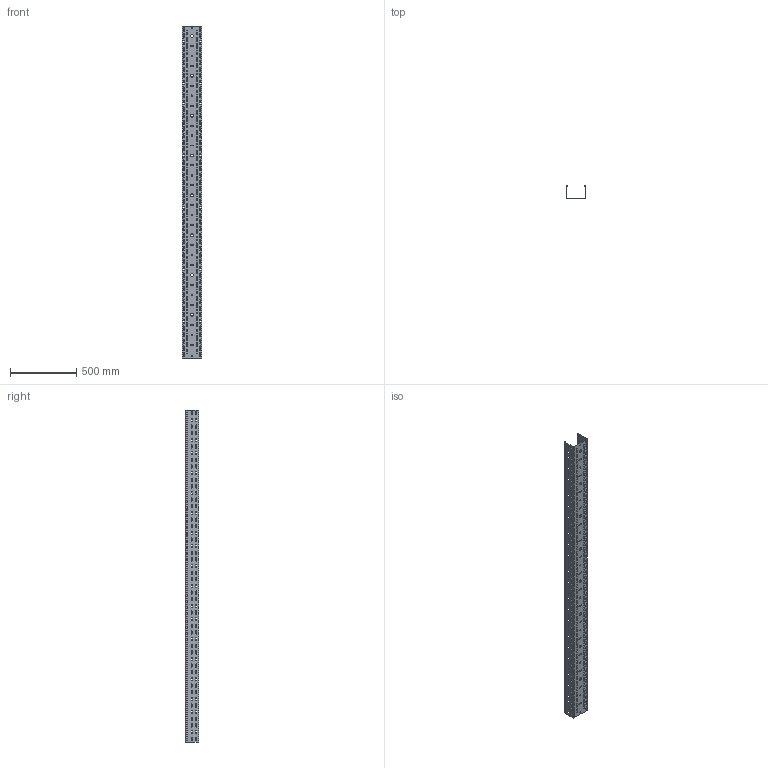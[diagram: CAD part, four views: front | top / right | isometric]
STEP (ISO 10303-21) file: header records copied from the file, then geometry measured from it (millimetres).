
FILE_DESCRIPTION (( 'STEP AP203' ), '1' );
FILE_NAME ('CLP10-100-150-200-D25 Ëîòîê ïåðôîðèðîâàííûé ESCA 100õ150õ2500-2,0 IEK.STEP', '2021-10-04T13:14:04', ( '' ), ( '' ), 'SwSTEP 2.0', 'SolidWorks 2017', '' );
FILE_SCHEMA (( 'CONFIG_CONTROL_DESIGN' ));
Length unit declared in the file: millimetre
Products named in the file (1): CLP10-100-150-200-D25 Ëîòîê ïåðôîðèðîâàííûé ESCA 100õ150õ2500-2,0 IEK
Bounding box: 150 x 99.97 x 2500 mm (x, y, z)
Volume: 1803823.1 mm3; surface area: 1693286.5 mm2
Topology: 1 solids, 1 shells, 2138 faces, 6408 edges, 4272 vertices
Faces by surface type: cylinder 1266, plane 872
Entity records: 74849 total; most frequent: DIRECTION 13218, CARTESIAN_POINT 12819, ORIENTED_EDGE 12816, EDGE_CURVE 6408, AXIS2_PLACEMENT_3D 4671, VERTEX_POINT 4272, LINE 3876, VECTOR 3876
